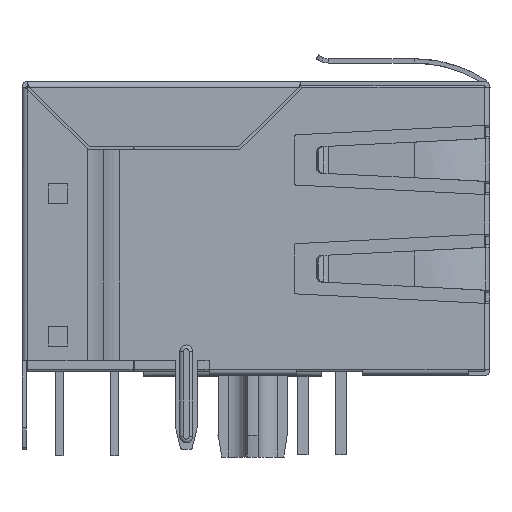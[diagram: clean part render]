
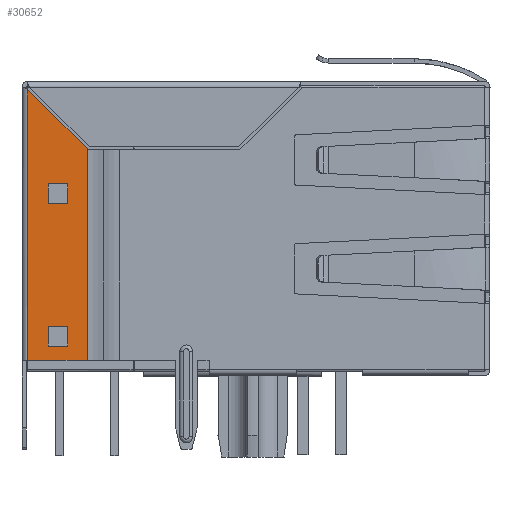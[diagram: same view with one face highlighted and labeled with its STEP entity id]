
A CAD part, left-side view. The second image highlights one B-rep face of the part: STEP entity #30652.
In plain terms, the highlighted face is planar.
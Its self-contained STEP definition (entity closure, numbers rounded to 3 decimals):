
#2813=ORIENTED_EDGE('',*,*,#9091,.F.);
#2814=ORIENTED_EDGE('',*,*,#9093,.F.);
#2815=ORIENTED_EDGE('',*,*,#9084,.F.);
#2816=ORIENTED_EDGE('',*,*,#9088,.F.);
#2817=ORIENTED_EDGE('',*,*,#9103,.F.);
#2818=ORIENTED_EDGE('',*,*,#9105,.F.);
#2819=ORIENTED_EDGE('',*,*,#9096,.F.);
#2820=ORIENTED_EDGE('',*,*,#9100,.F.);
#2821=ORIENTED_EDGE('',*,*,#9110,.T.);
#2822=ORIENTED_EDGE('',*,*,#9080,.T.);
#2823=ORIENTED_EDGE('',*,*,#8951,.T.);
#2824=ORIENTED_EDGE('',*,*,#9108,.T.);
#8951=EDGE_CURVE('',#12143,#12142,#14111,.T.);
#9080=EDGE_CURVE('',#12215,#12143,#14190,.T.);
#9084=EDGE_CURVE('',#12220,#12221,#14194,.T.);
#9088=EDGE_CURVE('',#12223,#12220,#14198,.T.);
#9091=EDGE_CURVE('',#12225,#12223,#14201,.T.);
#9093=EDGE_CURVE('',#12221,#12225,#14203,.T.);
#9096=EDGE_CURVE('',#12228,#12229,#14206,.T.);
#9100=EDGE_CURVE('',#12231,#12228,#14210,.T.);
#9103=EDGE_CURVE('',#12233,#12231,#14213,.T.);
#9105=EDGE_CURVE('',#12229,#12233,#14215,.T.);
#9108=EDGE_CURVE('',#12142,#12235,#14218,.T.);
#9110=EDGE_CURVE('',#12235,#12215,#14220,.T.);
#12142=VERTEX_POINT('',#41440);
#12143=VERTEX_POINT('',#41442);
#12215=VERTEX_POINT('',#41765);
#12220=VERTEX_POINT('',#41789);
#12221=VERTEX_POINT('',#41791);
#12223=VERTEX_POINT('',#41797);
#12225=VERTEX_POINT('',#41803);
#12228=VERTEX_POINT('',#41813);
#12229=VERTEX_POINT('',#41815);
#12231=VERTEX_POINT('',#41821);
#12233=VERTEX_POINT('',#41827);
#12235=VERTEX_POINT('',#41836);
#14111=LINE('',#41441,#16350);
#14190=LINE('',#41781,#16429);
#14194=LINE('',#41790,#16433);
#14198=LINE('',#41798,#16437);
#14201=LINE('',#41804,#16440);
#14203=LINE('',#41807,#16442);
#14206=LINE('',#41814,#16445);
#14210=LINE('',#41822,#16449);
#14213=LINE('',#41828,#16452);
#14215=LINE('',#41831,#16454);
#14218=LINE('',#41837,#16457);
#14220=LINE('',#41841,#16459);
#16350=VECTOR('',#34606,1000.);
#16429=VECTOR('',#34841,1000.);
#16433=VECTOR('',#34849,1000.);
#16437=VECTOR('',#34855,1000.);
#16440=VECTOR('',#34860,1000.);
#16442=VECTOR('',#34864,1000.);
#16445=VECTOR('',#34869,1000.);
#16449=VECTOR('',#34875,1000.);
#16452=VECTOR('',#34880,1000.);
#16454=VECTOR('',#34884,1000.);
#16457=VECTOR('',#34889,1000.);
#16459=VECTOR('',#34895,1000.);
#18337=EDGE_LOOP('',(#2813,#2814,#2815,#2816));
#18338=EDGE_LOOP('',(#2817,#2818,#2819,#2820));
#18339=EDGE_LOOP('',(#2821,#2822,#2823,#2824));
#19671=FACE_BOUND('',#18337,.T.);
#19672=FACE_BOUND('',#18338,.T.);
#19673=FACE_BOUND('',#18339,.T.);
#20919=PLANE('',#32103);
#30652=ADVANCED_FACE('',(#19671,#19672,#19673),#20919,.F.);
#32103=AXIS2_PLACEMENT_3D('',#41842,#34896,#34897);
#34606=DIRECTION('',(0.,-1.,0.));
#34841=DIRECTION('',(0.,0.,1.));
#34849=DIRECTION('',(0.,-1.,0.));
#34855=DIRECTION('',(0.,0.,1.));
#34860=DIRECTION('',(0.,1.,0.));
#34864=DIRECTION('',(0.,0.,-1.));
#34869=DIRECTION('',(0.,-1.,0.));
#34875=DIRECTION('',(0.,0.,1.));
#34880=DIRECTION('',(0.,1.,0.));
#34884=DIRECTION('',(0.,0.,-1.));
#34889=DIRECTION('',(0.,0.,-1.));
#34895=DIRECTION('',(0.,0.707,-0.707));
#34896=DIRECTION('',(-1.,0.,0.));
#34897=DIRECTION('',(0.,-1.,0.));
#41440=CARTESIAN_POINT('',(15.7,7.75,6.05));
#41441=CARTESIAN_POINT('',(15.7,10.591,6.05));
#41442=CARTESIAN_POINT('',(15.7,10.5,6.05));
#41765=CARTESIAN_POINT('',(15.7,10.5,-6.409));
#41781=CARTESIAN_POINT('',(15.7,10.5,-6.409));
#41789=CARTESIAN_POINT('',(15.7,9.55,-1.15));
#41790=CARTESIAN_POINT('',(15.7,9.55,-1.15));
#41791=CARTESIAN_POINT('',(15.7,8.65,-1.15));
#41797=CARTESIAN_POINT('',(15.7,9.55,-2.05));
#41798=CARTESIAN_POINT('',(15.7,9.55,-2.05));
#41803=CARTESIAN_POINT('',(15.7,8.65,-2.05));
#41804=CARTESIAN_POINT('',(15.7,8.65,-2.05));
#41807=CARTESIAN_POINT('',(15.7,8.65,-1.15));
#41813=CARTESIAN_POINT('',(15.7,9.55,5.4));
#41814=CARTESIAN_POINT('',(15.7,9.55,5.4));
#41815=CARTESIAN_POINT('',(15.7,8.65,5.4));
#41821=CARTESIAN_POINT('',(15.7,9.55,4.5));
#41822=CARTESIAN_POINT('',(15.7,9.55,4.5));
#41827=CARTESIAN_POINT('',(15.7,8.65,4.5));
#41828=CARTESIAN_POINT('',(15.7,8.65,4.5));
#41831=CARTESIAN_POINT('',(15.7,8.65,5.4));
#41836=CARTESIAN_POINT('',(15.7,7.75,-3.659));
#41837=CARTESIAN_POINT('',(15.7,7.75,6.05));
#41841=CARTESIAN_POINT('',(15.7,10.591,-6.5));
#41842=CARTESIAN_POINT('',(15.7,10.591,6.05));
